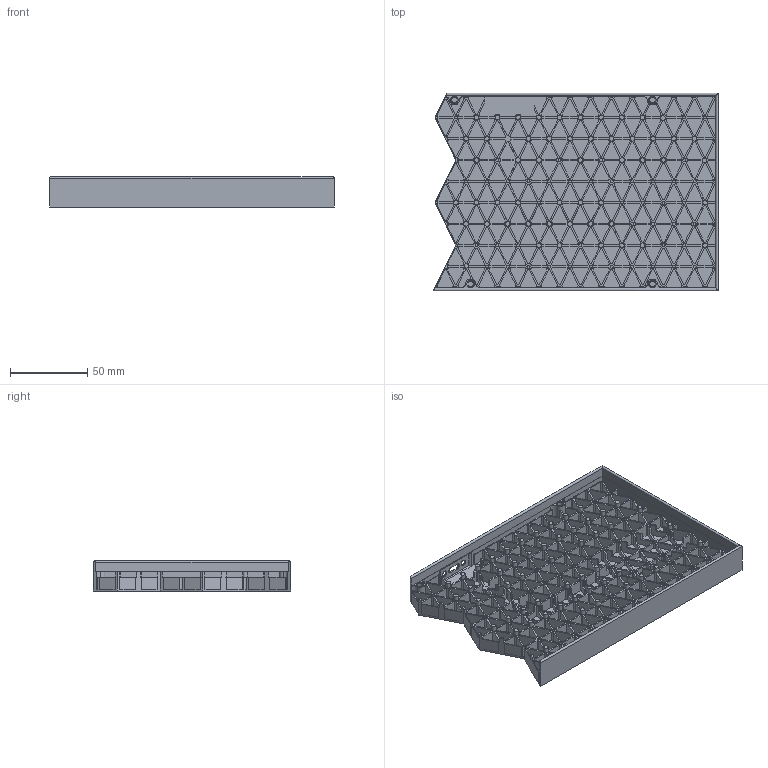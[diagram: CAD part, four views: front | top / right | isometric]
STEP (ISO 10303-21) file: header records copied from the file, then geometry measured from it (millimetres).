
FILE_DESCRIPTION(/* description */ (''),/* implementation_level */ '2;1');
FILE_NAME(/* name */ 'Right Side.step',/* time_stamp */ '2025-12-22T12:42:53-06:00',/* author */ (''),/* organization */ (''),/* preprocessor_version */ 'ST-DEVELOPER v20.1',/* originating_system */ 'Autodesk Translation Framework v14.21.0.0',/* authorisation */ '');
FILE_SCHEMA (('AUTOMOTIVE_DESIGN { 1 0 10303 214 3 1 1 }'));
Length unit declared in the file: millimetre
Products named in the file (1): Right Side
Bounding box: 184.98 x 128.46 x 19.5 mm (x, y, z)
Volume: 79576.6 mm3; surface area: 130488.5 mm2
Topology: 1 solids, 1 shells, 2048 faces, 5321 edges, 3542 vertices
Faces by surface type: plane 1190, cylinder 854, cone 4
Full cylindrical faces by diameter (mm): 2 x45, 3 x52, 3.8 x4, 4 x2
Entity records: 63062 total; most frequent: DIRECTION 11155, CARTESIAN_POINT 10938, ORIENTED_EDGE 10642, EDGE_CURVE 5321, AXIS2_PLACEMENT_3D 3787, LINE 3581, VECTOR 3581, VERTEX_POINT 3542
